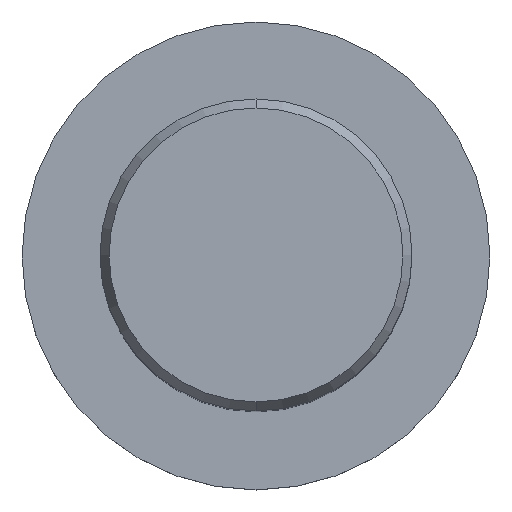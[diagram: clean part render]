
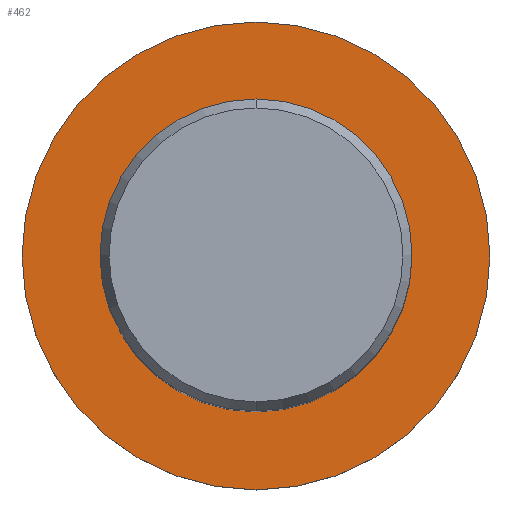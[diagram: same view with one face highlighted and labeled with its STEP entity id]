
A CAD part, top view. The second image highlights one B-rep face of the part: STEP entity #462.
In plain terms, the highlighted planar face has unit normal (0, 0, 1).
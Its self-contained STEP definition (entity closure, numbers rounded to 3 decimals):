
#196=EDGE_CURVE('',#424,#308,#529,.T.);
#216=VERTEX_POINT('',#550);
#306=EDGE_CURVE('',#216,#440,#651,.T.);
#308=VERTEX_POINT('',#653);
#318=EDGE_CURVE('',#308,#424,#664,.T.);
#422=EDGE_CURVE('',#440,#216,#780,.T.);
#424=VERTEX_POINT('',#782);
#440=VERTEX_POINT('',#799);
#462=ADVANCED_FACE('',(#822,#823),#824,.T.);
#529=CIRCLE('',#905,16.0);
#550=CARTESIAN_POINT('',(0.0,24.0,-60.0));
#651=CIRCLE('',#1073,24.0);
#653=CARTESIAN_POINT('',(0.0,16.0,-60.0));
#664=CIRCLE('',#1087,16.0);
#780=CIRCLE('',#1361,24.0);
#782=CARTESIAN_POINT('',(0.,-16.0,-60.0));
#799=CARTESIAN_POINT('',(0.,-24.0,-60.0));
#822=FACE_BOUND('',#1431,.T.);
#823=FACE_OUTER_BOUND('',#1432,.T.);
#824=PLANE('',#1433);
#905=AXIS2_PLACEMENT_3D('',#1606,#1607,#1608);
#1073=AXIS2_PLACEMENT_3D('',#1770,#1771,#1772);
#1087=AXIS2_PLACEMENT_3D('',#1782,#1783,#1784);
#1361=AXIS2_PLACEMENT_3D('',#1945,#1946,#1947);
#1431=EDGE_LOOP('',(#1970,#1971));
#1432=EDGE_LOOP('',(#1972,#1973));
#1433=AXIS2_PLACEMENT_3D('',#1974,#1975,#1976);
#1606=CARTESIAN_POINT('',(0.0,0.0,-60.0));
#1607=DIRECTION('',(-0.0,0.0,-1.0));
#1608=DIRECTION('',(0.0,1.0,0.0));
#1770=CARTESIAN_POINT('',(0.0,0.0,-60.0));
#1771=DIRECTION('',(0.0,0.0,-1.0));
#1772=DIRECTION('',(0.0,1.0,0.0));
#1782=CARTESIAN_POINT('',(0.0,0.0,-60.0));
#1783=DIRECTION('',(-0.0,0.0,-1.0));
#1784=DIRECTION('',(0.0,1.0,0.0));
#1945=CARTESIAN_POINT('',(0.0,0.0,-60.0));
#1946=DIRECTION('',(0.0,0.0,-1.0));
#1947=DIRECTION('',(0.0,1.0,0.0));
#1970=ORIENTED_EDGE('',*,*,#318,.T.);
#1971=ORIENTED_EDGE('',*,*,#196,.T.);
#1972=ORIENTED_EDGE('',*,*,#306,.F.);
#1973=ORIENTED_EDGE('',*,*,#422,.F.);
#1974=CARTESIAN_POINT('',(0.0,12.0,-60.0));
#1975=DIRECTION('',(-0.0,0.0,1.0));
#1976=DIRECTION('',(0.0,-1.0,0.0));
